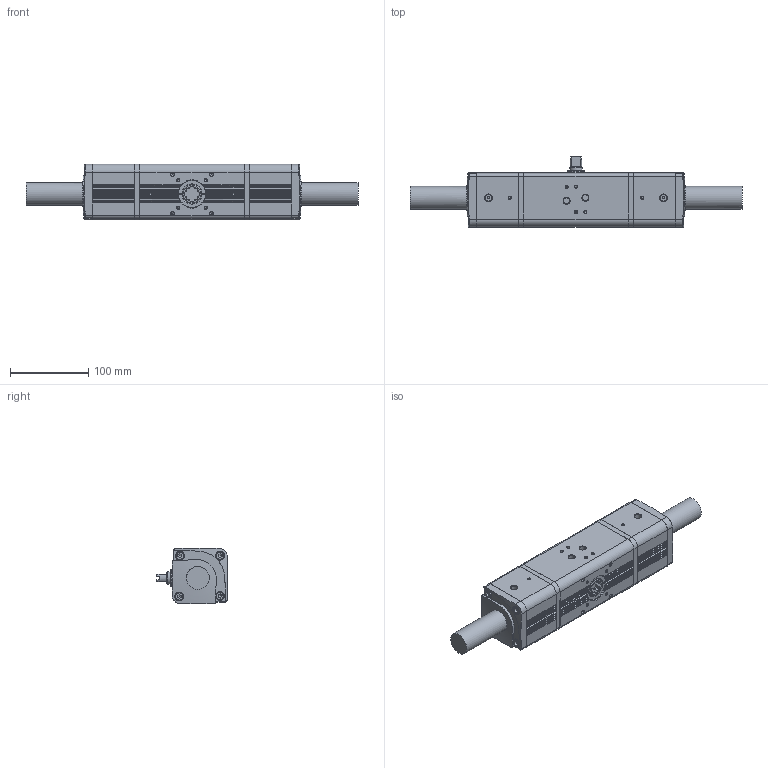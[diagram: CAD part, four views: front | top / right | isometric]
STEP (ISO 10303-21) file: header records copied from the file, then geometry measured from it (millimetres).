
FILE_DESCRIPTION(/* description */ ('Unknown'),/* implementation_level */ '2;1');
FILE_NAME(/* name */ 'DD02',/* time_stamp */ '2022-08-11T13:19:04+02:00',/* author */ ('Unknown'),/* organization */ ('Unknown'),/* preprocessor_version */ 'ST-DEVELOPER v16.7',/* originating_system */ 'Solid Edge',/* authorisation */ 'Unknown');
FILE_SCHEMA (('AUTOMOTIVE_DESIGN {1 0 10303 214 3 1 1}'));
Length unit declared in the file: millimetre
Products named in the file (2): DDN060402S; _DDN060402S
Assembly tree (1 placements, depth 2):
  DDN060402S
    _DDN060402S
Bounding box: 423 x 90.58 x 70.4 mm (x, y, z)
Volume: 1415214.4 mm3; surface area: 134487.7 mm2
Topology: 1 solids, 2 shells, 654 faces, 1714 edges, 1103 vertices
Faces by surface type: plane 301, cylinder 239, cone 78, torus 36
Full cylindrical faces by diameter (mm): 1.7 x2, 3 x2, 3.242 x14, 4.134 x5, 7.647 x2, 8.566 x2, 10 x8, 15.1 x1, 16 x2, 19.3 x1, 22 x2, 24 x2, 29 x2, 53.8 x2, 62 x4
Entity records: 23960 total; most frequent: CARTESIAN_POINT 3846, DIRECTION 3285, ORIENTED_EDGE 3056, EDGE_CURVE 1528, AXIS2_PLACEMENT_3D 1255, VERTEX_POINT 1072, FACE_BOUND 848, EDGE_LOOP 822
